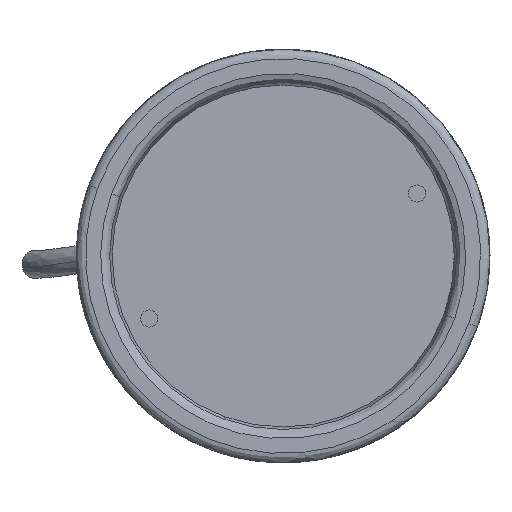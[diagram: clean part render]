
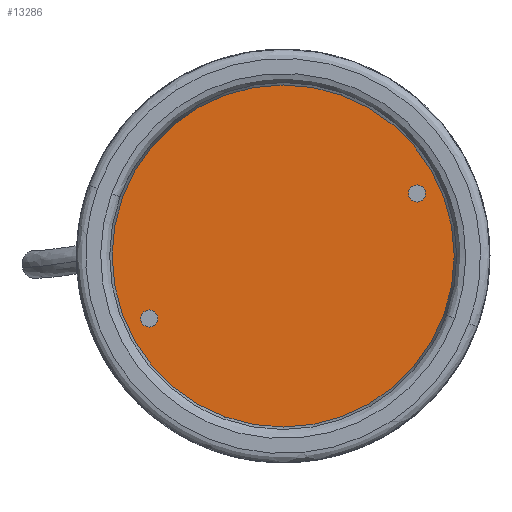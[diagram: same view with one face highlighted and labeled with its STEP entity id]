
A CAD part, front view. The second image highlights one B-rep face of the part: STEP entity #13286.
In plain terms, the highlighted planar face has unit normal (0, -1, 0).
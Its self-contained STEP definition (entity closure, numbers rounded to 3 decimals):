
#2258 = ORIENTED_EDGE ( 'NONE', *, *, #9340, .T. ) ;
#2565 = VERTEX_POINT ( 'NONE', #18422 ) ;
#3405 = FACE_OUTER_BOUND ( 'NONE', #4560, .T. ) ;
#4560 = EDGE_LOOP ( 'NONE', ( #2258, #32446 ) ) ;
#4630 = EDGE_CURVE ( 'NONE', #13384, #2565, #76300, .T. ) ;
#5978 = CARTESIAN_POINT ( 'NONE',  ( 30.838, 5.2, 33.588 ) ) ;
#6778 = DIRECTION ( 'NONE',  ( 0., -1., 0. ) ) ;
#7082 = CIRCLE ( 'NONE', #51310, 2.75 ) ;
#8170 = AXIS2_PLACEMENT_3D ( 'NONE', #62468, #20553, #45050 ) ;
#8559 = EDGE_CURVE ( 'NONE', #2565, #13384, #68781, .T. ) ;
#9340 = EDGE_CURVE ( 'NONE', #51086, #40396, #73939, .T. ) ;
#13286 = ADVANCED_FACE ( 'NONE', ( #45725, #69875, #3405 ), #22408, .F. ) ;
#13384 = VERTEX_POINT ( 'NONE', #27562 ) ;
#16627 = CARTESIAN_POINT ( 'NONE',  ( 0., 5.2, -55. ) ) ;
#17483 = VERTEX_POINT ( 'NONE', #39184 ) ;
#18422 = CARTESIAN_POINT ( 'NONE',  ( -30.838, 5.2, -33.588 ) ) ;
#18504 = DIRECTION ( 'NONE',  ( 0., -1., 0. ) ) ;
#20553 = DIRECTION ( 'NONE',  ( 0., -1., 0. ) ) ;
#22408 = PLANE ( 'NONE',  #66546 ) ;
#23830 = DIRECTION ( 'NONE',  ( 1., 0., 0. ) ) ;
#24169 = CARTESIAN_POINT ( 'NONE',  ( -33.588, 5.2, -33.588 ) ) ;
#24200 = VERTEX_POINT ( 'NONE', #5978 ) ;
#24514 = DIRECTION ( 'NONE',  ( 0., -1., 0. ) ) ;
#25128 = DIRECTION ( 'NONE',  ( 0., -1., 0. ) ) ;
#25221 = CARTESIAN_POINT ( 'NONE',  ( -33.588, 5.2, -33.588 ) ) ;
#25280 = EDGE_CURVE ( 'NONE', #24200, #17483, #77099, .T. ) ;
#26346 = ORIENTED_EDGE ( 'NONE', *, *, #4630, .F. ) ;
#26830 = EDGE_LOOP ( 'NONE', ( #47443, #67372 ) ) ;
#27562 = CARTESIAN_POINT ( 'NONE',  ( -36.338, 5.2, -33.588 ) ) ;
#29152 = CARTESIAN_POINT ( 'NONE',  ( 0., 5.2, 55. ) ) ;
#32349 = AXIS2_PLACEMENT_3D ( 'NONE', #61102, #25128, #73380 ) ;
#32446 = ORIENTED_EDGE ( 'NONE', *, *, #54995, .T. ) ;
#33324 = EDGE_LOOP ( 'NONE', ( #41855, #26346 ) ) ;
#34658 = AXIS2_PLACEMENT_3D ( 'NONE', #25221, #18504, #60798 ) ;
#39184 = CARTESIAN_POINT ( 'NONE',  ( 36.338, 5.2, 33.588 ) ) ;
#40396 = VERTEX_POINT ( 'NONE', #29152 ) ;
#40492 = AXIS2_PLACEMENT_3D ( 'NONE', #42700, #24514, #72782 ) ;
#41855 = ORIENTED_EDGE ( 'NONE', *, *, #8559, .F. ) ;
#42166 = AXIS2_PLACEMENT_3D ( 'NONE', #24169, #48285, #72427 ) ;
#42700 = CARTESIAN_POINT ( 'NONE',  ( 33.588, 5.2, 33.588 ) ) ;
#45050 = DIRECTION ( 'NONE',  ( 0., 0., -1. ) ) ;
#45725 = FACE_BOUND ( 'NONE', #26830, .T. ) ;
#47443 = ORIENTED_EDGE ( 'NONE', *, *, #73264, .F. ) ;
#48285 = DIRECTION ( 'NONE',  ( 0., -1., 0. ) ) ;
#51086 = VERTEX_POINT ( 'NONE', #16627 ) ;
#51310 = AXIS2_PLACEMENT_3D ( 'NONE', #78028, #6778, #23830 ) ;
#54995 = EDGE_CURVE ( 'NONE', #40396, #51086, #66447, .T. ) ;
#57988 = DIRECTION ( 'NONE',  ( 0., 0., 1. ) ) ;
#60798 = DIRECTION ( 'NONE',  ( 1., 0., 0. ) ) ;
#61102 = CARTESIAN_POINT ( 'NONE',  ( 0., 5.2, 0. ) ) ;
#62468 = CARTESIAN_POINT ( 'NONE',  ( 0., 5.2, 0. ) ) ;
#66447 = CIRCLE ( 'NONE', #32349, 55. ) ;
#66546 = AXIS2_PLACEMENT_3D ( 'NONE', #76205, #69492, #57988 ) ;
#67372 = ORIENTED_EDGE ( 'NONE', *, *, #25280, .F. ) ;
#68781 = CIRCLE ( 'NONE', #34658, 2.75 ) ;
#69492 = DIRECTION ( 'NONE',  ( 0., 1., 0. ) ) ;
#69875 = FACE_BOUND ( 'NONE', #33324, .T. ) ;
#72427 = DIRECTION ( 'NONE',  ( 1., 0., 0. ) ) ;
#72782 = DIRECTION ( 'NONE',  ( 1., 0., 0. ) ) ;
#73264 = EDGE_CURVE ( 'NONE', #17483, #24200, #7082, .T. ) ;
#73380 = DIRECTION ( 'NONE',  ( 0., 0., -1. ) ) ;
#73939 = CIRCLE ( 'NONE', #8170, 55. ) ;
#76205 = CARTESIAN_POINT ( 'NONE',  ( -110., 5.2, -110. ) ) ;
#76300 = CIRCLE ( 'NONE', #42166, 2.75 ) ;
#77099 = CIRCLE ( 'NONE', #40492, 2.75 ) ;
#78028 = CARTESIAN_POINT ( 'NONE',  ( 33.588, 5.2, 33.588 ) ) ;
